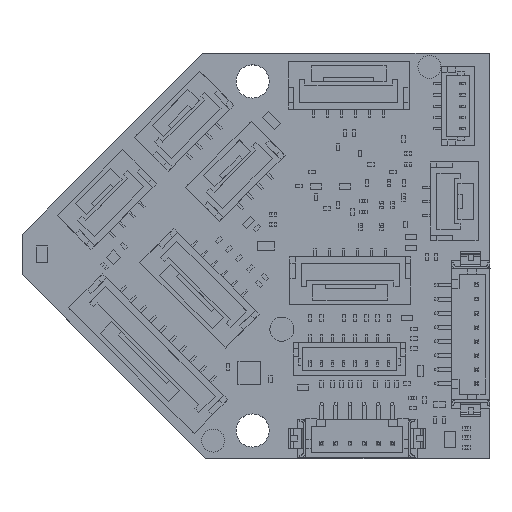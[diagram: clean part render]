
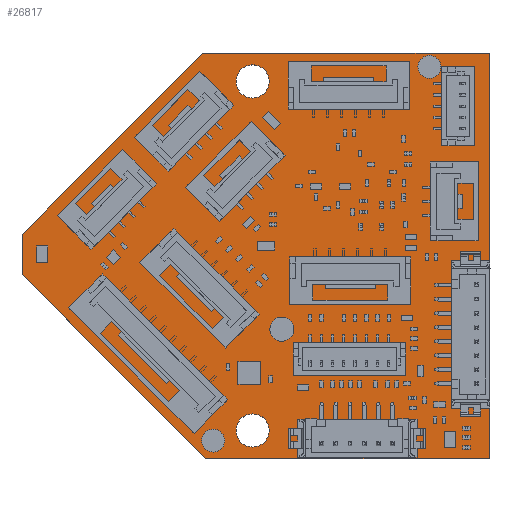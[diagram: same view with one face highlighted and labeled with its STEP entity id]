
A CAD part, top view. The second image highlights one B-rep face of the part: STEP entity #26817.
In plain terms, the highlighted planar face has unit normal (0, 0, 1).
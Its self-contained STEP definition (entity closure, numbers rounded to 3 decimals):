
#9746=CIRCLE($,#20320,1.473);
#9747=CIRCLE($,#20321,1.473);
#9750=CIRCLE($,#20326,1.473);
#9751=CIRCLE($,#20327,1.473);
#14111=FACE_OUTER_BOUND($,#17078,.F.);
#14119=FACE_OUTER_BOUND($,#17086,.T.);
#14123=FACE_OUTER_BOUND($,#17090,.T.);
#17078=EDGE_LOOP($,(#29936,#29937,#29938,#29939,#29940,#29941));
#17086=EDGE_LOOP($,(#29972,#29973));
#17090=EDGE_LOOP($,(#29984,#29985));
#20312=AXIS2_PLACEMENT_3D($,#85560,#72566,$);
#20320=AXIS2_PLACEMENT_3D($,#85576,#72566,$);
#20321=AXIS2_PLACEMENT_3D($,#85577,#72566,$);
#20326=AXIS2_PLACEMENT_3D($,#85588,#72566,$);
#20327=AXIS2_PLACEMENT_3D($,#85589,#72566,$);
#24260=PLANE($,#20312);
#26817=ADVANCED_FACE($,(#14111,#14119,#14123),#24260,.T.);
#29936=ORIENTED_EDGE($,*,*,#46651,.T.);
#29937=ORIENTED_EDGE($,*,*,#46652,.T.);
#29938=ORIENTED_EDGE($,*,*,#46653,.T.);
#29939=ORIENTED_EDGE($,*,*,#46654,.T.);
#29940=ORIENTED_EDGE($,*,*,#46655,.T.);
#29941=ORIENTED_EDGE($,*,*,#46656,.T.);
#29972=ORIENTED_EDGE($,*,*,#46670,.T.);
#29973=ORIENTED_EDGE($,*,*,#46671,.T.);
#29984=ORIENTED_EDGE($,*,*,#46677,.T.);
#29985=ORIENTED_EDGE($,*,*,#46678,.T.);
#46651=EDGE_CURVE($,#66368,#66369,#60697,.T.);
#46652=EDGE_CURVE($,#66369,#66370,#60698,.T.);
#46653=EDGE_CURVE($,#66370,#66371,#60699,.T.);
#46654=EDGE_CURVE($,#66371,#66372,#60700,.T.);
#46655=EDGE_CURVE($,#66372,#66373,#60701,.T.);
#46656=EDGE_CURVE($,#66373,#66368,#60702,.T.);
#46670=EDGE_CURVE($,#66382,#66383,#9746,.F.);
#46671=EDGE_CURVE($,#66383,#66382,#9747,.F.);
#46677=EDGE_CURVE($,#66388,#66389,#9750,.F.);
#46678=EDGE_CURVE($,#66389,#66388,#9751,.F.);
#55026=VECTOR($,#72569,23.098);
#55027=VECTOR($,#72570,3.61);
#55028=VECTOR($,#72571,22.708);
#55029=VECTOR($,#72572,25.422);
#55030=VECTOR($,#72573,36.);
#55031=VECTOR($,#72574,25.146);
#60697=LINE($,#85559,#55026);
#60698=LINE($,#85560,#55027);
#60699=LINE($,#85561,#55028);
#60700=LINE($,#85562,#55029);
#60701=LINE($,#85563,#55030);
#60702=LINE($,#85564,#55031);
#66368=VERTEX_POINT($,#85559);
#66369=VERTEX_POINT($,#85560);
#66370=VERTEX_POINT($,#85561);
#66371=VERTEX_POINT($,#85562);
#66372=VERTEX_POINT($,#85563);
#66373=VERTEX_POINT($,#85564);
#66382=VERTEX_POINT($,#85573);
#66383=VERTEX_POINT($,#85574);
#66388=VERTEX_POINT($,#85585);
#66389=VERTEX_POINT($,#85586);
#72566=DIRECTION($,(0.,0.,1.));
#72569=DIRECTION($,(-0.707,0.707,0.));
#72570=DIRECTION($,(0.,1.,0.));
#72571=DIRECTION($,(0.707,0.707,0.));
#72572=DIRECTION($,(1.,0.,0.));
#72573=DIRECTION($,(0.,-1.,0.));
#72574=DIRECTION($,(-1.,0.,0.));
#85559=CARTESIAN_POINT('',(-4.146,-2.5,0.));
#85560=CARTESIAN_POINT('',(-20.479,13.833,0.));
#85561=CARTESIAN_POINT('',(-20.479,17.443,0.));
#85562=CARTESIAN_POINT('',(-4.422,33.5,0.));
#85563=CARTESIAN_POINT('',(21.,33.5,0.));
#85564=CARTESIAN_POINT('',(21.,-2.5,0.));
#85573=CARTESIAN_POINT('',(1.473,31.,0.));
#85574=CARTESIAN_POINT('',(-1.473,31.,0.));
#85576=CARTESIAN_POINT('',(0.,31.,0.));
#85577=CARTESIAN_POINT('',(0.,31.,0.));
#85585=CARTESIAN_POINT('',(1.473,0.,0.));
#85586=CARTESIAN_POINT('',(-1.473,0.,0.));
#85588=CARTESIAN_POINT('',(0.,0.,0.));
#85589=CARTESIAN_POINT('',(0.,0.,0.));
